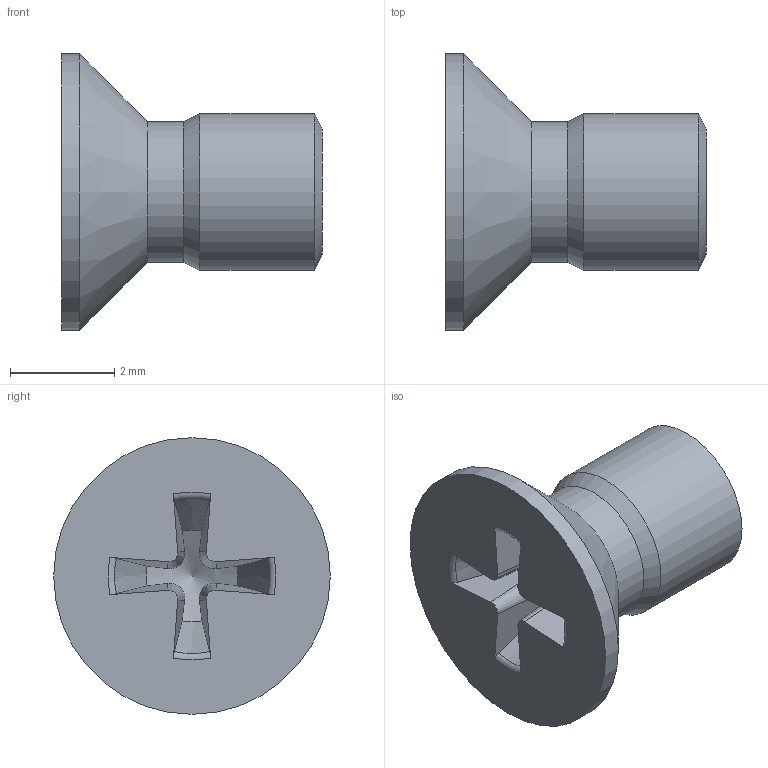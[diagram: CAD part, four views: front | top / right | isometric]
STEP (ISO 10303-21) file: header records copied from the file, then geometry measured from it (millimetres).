
FILE_DESCRIPTION(/* description */ ('Pozidriv ISO metric machine screws'),/* implementation_level */ '2;1');
FILE_NAME(/* name */ 'AS 1427 H - Metric M3 x 5_ipt_3243aa96.STEP',/* time_stamp */ '2022-06-02T14:50:04+03:00',/* author */ ('Sulieman DAHER'),/* organization */ (''),/* preprocessor_version */ 'ST-DEVELOPER v16.13',/* originating_system */ 'Autodesk Inventor 2018',/* authorisation */ '');
FILE_SCHEMA (('AUTOMOTIVE_DESIGN { 1 0 10303 214 3 1 1 }'));
Length unit declared in the file: millimetre
Products named in the file (1): AS 1427 - M3 x 5
Bounding box: 5 x 5.3 x 5.3 mm (x, y, z)
Volume: 43.9 mm3; surface area: 99.2 mm2
Topology: 1 solids, 1 shells, 29 faces, 75 edges, 48 vertices
Faces by surface type: cone 12, plane 10, torus 4, cylinder 3
Full cylindrical faces by diameter (mm): 2.693 x1, 3 x1, 5.3 x1
Entity records: 915 total; most frequent: CARTESIAN_POINT 228, DIRECTION 138, ORIENTED_EDGE 134, EDGE_CURVE 67, AXIS2_PLACEMENT_3D 61, VERTEX_POINT 47, EDGE_LOOP 36, FACE_OUTER_BOUND 29
